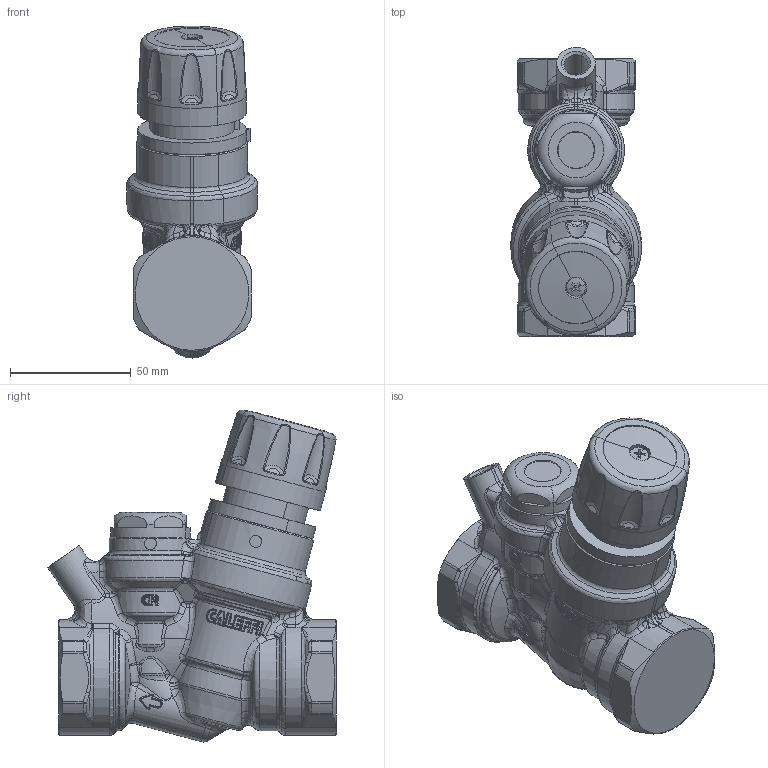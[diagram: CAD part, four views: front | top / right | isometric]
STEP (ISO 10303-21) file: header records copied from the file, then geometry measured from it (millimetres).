
FILE_DESCRIPTION(('CATIA V5 STEP Exchange','CAx-IF Rec.Pracs.--- Model Styling and Organization---1.4--- 2014-01-23','CAx-IF Rec.Pracs.---3D Tessellated Data Validation Properties---0.5---2014-09-14'),'2;1');
FILE_NAME('STEP_116170A_-_TST.stp','2021-06-30T13:59:24+00:00',('none'),('none'),'CATIA Version 5-6 Release 2019 SP3','CATIA V5 STEP AP242 v1','none');
FILE_SCHEMA(('AP242_MANAGED_MODEL_BASED_3D_ENGINEERING_MIM_LF {1 0 10303 442 1 1 4}'));
Products named in the file (1): 116170A - TST
Bounding box: 53.94 x 119.55 x 137.41 mm (x, y, z)
Volume: 361597.8 mm3; surface area: 41652.3 mm2
Topology: 1 solids, 1 shells, 2168 faces, 5149 edges, 2796 vertices
Faces by surface type: bspline 1340, cylinder 310, sphere 163, plane 144, torus 107, cone 76, extrusion 24, revolution 4
Entity records: 134808 total; most frequent: CARTESIAN_POINT 97059, ORIENTED_EDGE 9878, EDGE_CURVE 4939, B_SPLINE_CURVE_WITH_KNOTS 3711, VERTEX_POINT 2796, DIRECTION 2524, EDGE_LOOP 2191, ADVANCED_FACE 2168
